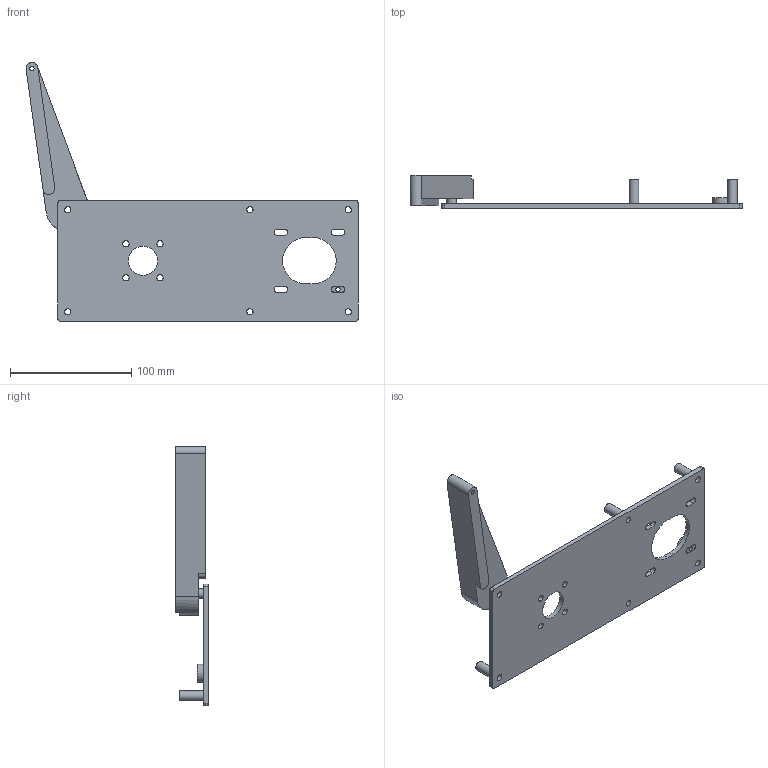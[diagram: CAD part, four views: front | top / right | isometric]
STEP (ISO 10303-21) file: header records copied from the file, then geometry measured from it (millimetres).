
FILE_DESCRIPTION(/* description */ (''),/* implementation_level */ '2;1');
FILE_NAME(/* name */ 'AxisTot1 v14.step',/* time_stamp */ '2019-09-09T10:46:00+02:00',/* author */ (''),/* organization */ (''),/* preprocessor_version */ 'ST-DEVELOPER v18',/* originating_system */ 'Autodesk Translation Framework v8.6.0.1094',/* authorisation */ '');
FILE_SCHEMA (('AUTOMOTIVE_DESIGN { 1 0 10303 214 3 1 1 }'));
Length unit declared in the file: millimetre
Products named in the file (12): AxisTot1; Axis1part2; Axis1part2_1; M5standoff; M5standoff_1; M5standoff_2; M5standoff_3; M5standoff_4; M5standoff_5; M5standoff_6; LegLeft; FootHolder
Assembly tree (16 placements, depth 3):
  AxisTot1
    Axis1part2
      Axis1part2_1
    M5standoff
      M5standoff_6
    M5standoff_1
      M5standoff_6
    M5standoff_2
      M5standoff_6
    M5standoff_3
      M5standoff_6
    M5standoff_4
      M5standoff_6
    M5standoff_5
      M5standoff_6
    LegLeft
    FootHolder
Bounding box: 273.31 x 27 x 213.24 mm (x, y, z)
Volume: 159969 mm3; surface area: 70159.3 mm2
Topology: 9 solids, 9 shells, 103 faces, 247 edges, 165 vertices
Faces by surface type: plane 56, cylinder 47
Full cylindrical faces by diameter (mm): 3.5 x2, 5 x6, 5.25 x10, 8 x6, 8.2 x1, 15 x1, 24 x1
Entity records: 3009 total; most frequent: DIRECTION 518, CARTESIAN_POINT 474, ORIENTED_EDGE 434, EDGE_CURVE 217, AXIS2_PLACEMENT_3D 189, VERTEX_POINT 145, LINE 140, VECTOR 140
